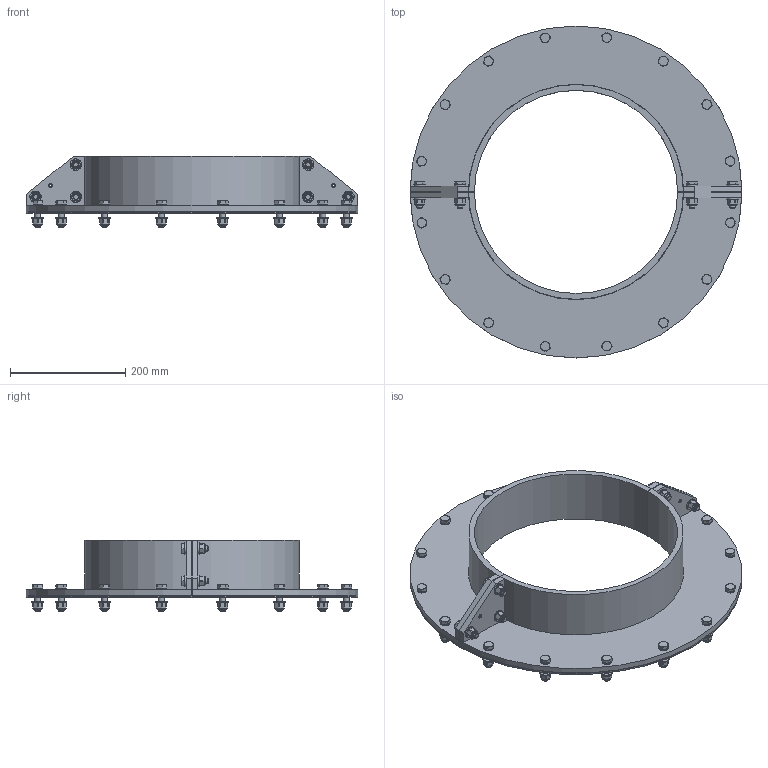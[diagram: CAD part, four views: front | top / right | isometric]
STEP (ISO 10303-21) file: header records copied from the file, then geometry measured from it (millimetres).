
FILE_DESCRIPTION((''),'2;1');
FILE_NAME('SLFORI350.stp','2018-02-02T10:32:56',(''),(''),'Autodesk Inventor 2013','Autodesk Inventor 2013','');
FILE_SCHEMA(('AUTOMOTIVE_DESIGN { 1 0 10303 214 1 1 1 1 }'));
Length unit declared in the file: millimetre
Products named in the file (14): SLFO RI; SLFO RI 350 HALF; SLEEVE-350; FLANGE-350; FRP_6x20; SLFO RI 100-644 EAR; Screw Kit M10X40 L20,4 mm; ISO 4017 M10 x 40; ISO 7089 10 - 140 HV; Locking nut M10; SLFO RI 225-644 GASKET SMALL; Mount KIT M10; TREDO M10; GASKET 350
Assembly tree (40 placements, depth 3):
  SLFO RI
    SLFO RI 350 HALF  x2
      SLEEVE-350
      FLANGE-350
      FRP_6x20
      SLFO RI 100-644 EAR
    Screw Kit M10X40 L20,4 mm  x6
      ISO 4017 M10 x 40
      ISO 7089 10 - 140 HV
      Locking nut M10
    SLFO RI 225-644 GASKET SMALL  x2
    Mount KIT M10  x16
      ISO 7089 10 - 140 HV
      TREDO M10
      ISO 4017 M10 x 40
      Locking nut M10
    GASKET 350
Bounding box: 575 x 575 x 123 mm (x, y, z)
Volume: 3089938.8 mm3; surface area: 884205.1 mm2
Topology: 101 solids, 101 shells, 2112 faces, 4920 edges, 3152 vertices
Faces by surface type: cone 784, plane 650, cylinder 542, torus 136
Full cylindrical faces by diameter (mm): 6.7 x4, 8.376 x132, 10 x40, 10.108 x22, 10.5 x28, 10.7 x32, 12 x22, 12.3 x12, 12.5 x16, 14.084 x22, 14.63 x22, 16 x16, 20 x28, 515 x1, 575 x1
Entity records: 5125 total; most frequent: DIRECTION 864, CARTESIAN_POINT 835, ORIENTED_EDGE 596, AXIS2_PLACEMENT_3D 387, EDGE_LOOP 322, EDGE_CURVE 298, VERTEX_POINT 238, CIRCLE 168
